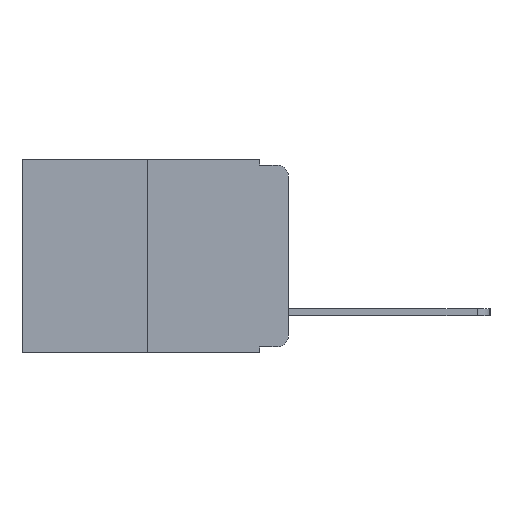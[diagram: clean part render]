
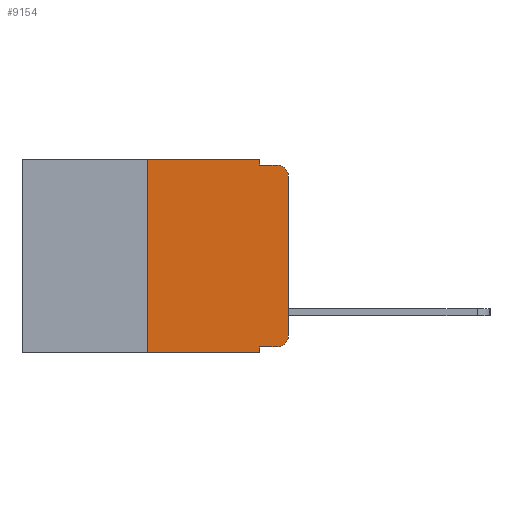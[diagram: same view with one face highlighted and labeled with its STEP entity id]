
A CAD part, left-side view. The second image highlights one B-rep face of the part: STEP entity #9154.
In plain terms, the highlighted planar face has unit normal (-1, 0, 0).
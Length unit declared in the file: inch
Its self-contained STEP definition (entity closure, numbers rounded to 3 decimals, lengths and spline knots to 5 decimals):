
#17 = VERTEX_POINT ( 'NONE', #14761 ) ;
#614 = LINE ( 'NONE', #7658, #10200 ) ;
#853 = EDGE_CURVE ( 'NONE', #1815, #2234, #9924, .T. ) ;
#924 = VERTEX_POINT ( 'NONE', #12667 ) ;
#1130 = DIRECTION ( 'NONE',  ( -1., 0., 0. ) ) ;
#1514 = ORIENTED_EDGE ( 'NONE', *, *, #5783, .T. ) ;
#1815 = VERTEX_POINT ( 'NONE', #6106 ) ;
#2079 = CARTESIAN_POINT ( 'NONE',  ( 0., 0.051, -0.333 ) ) ;
#2234 = VERTEX_POINT ( 'NONE', #5441 ) ;
#2282 = EDGE_CURVE ( 'NONE', #8393, #19961, #3561, .T. ) ;
#2745 = CIRCLE ( 'NONE', #16566, 0.02 ) ;
#3006 = ORIENTED_EDGE ( 'NONE', *, *, #11080, .F. ) ;
#3288 = PLANE ( 'NONE',  #10880 ) ;
#3305 = EDGE_CURVE ( 'NONE', #13379, #21623, #14731, .T. ) ;
#3433 = CARTESIAN_POINT ( 'NONE',  ( 0., 0.051, -0.01 ) ) ;
#3528 = CARTESIAN_POINT ( 'NONE',  ( 0., 0.25, -0.343 ) ) ;
#3561 = LINE ( 'NONE', #16231, #22978 ) ;
#4887 = VECTOR ( 'NONE', #21163, 39.37008 ) ;
#5161 = ORIENTED_EDGE ( 'NONE', *, *, #14392, .T. ) ;
#5267 = DIRECTION ( 'NONE',  ( 1., 0., 0. ) ) ;
#5441 = CARTESIAN_POINT ( 'NONE',  ( 0., 0.051, -0.343 ) ) ;
#5783 = EDGE_CURVE ( 'NONE', #1815, #13379, #9940, .T. ) ;
#6106 = CARTESIAN_POINT ( 'NONE',  ( 0., 0.051, -0.333 ) ) ;
#6386 = EDGE_CURVE ( 'NONE', #21623, #924, #614, .T. ) ;
#6574 = DIRECTION ( 'NONE',  ( 0., 0., -1. ) ) ;
#7561 = VERTEX_POINT ( 'NONE', #3528 ) ;
#7658 = CARTESIAN_POINT ( 'NONE',  ( 0., 0., 0. ) ) ;
#7689 = EDGE_CURVE ( 'NONE', #7561, #2234, #20078, .T. ) ;
#7878 = ORIENTED_EDGE ( 'NONE', *, *, #18259, .F. ) ;
#8063 = ORIENTED_EDGE ( 'NONE', *, *, #853, .F. ) ;
#8369 = EDGE_CURVE ( 'NONE', #17, #8393, #20319, .T. ) ;
#8393 = VERTEX_POINT ( 'NONE', #19834 ) ;
#8855 = DIRECTION ( 'NONE',  ( 0., 0., 1. ) ) ;
#9154 = ADVANCED_FACE ( 'NONE', ( #11266 ), #3288, .F. ) ;
#9225 = DIRECTION ( 'NONE',  ( 0., -1., 0. ) ) ;
#9306 = CARTESIAN_POINT ( 'NONE',  ( 0., 0.051, -0.01 ) ) ;
#9348 = VECTOR ( 'NONE', #22771, 39.37008 ) ;
#9522 = DIRECTION ( 'NONE',  ( 0., 0., 1. ) ) ;
#9794 = CARTESIAN_POINT ( 'NONE',  ( 0., 0.02, -0.03 ) ) ;
#9924 = LINE ( 'NONE', #21018, #4887 ) ;
#9940 = LINE ( 'NONE', #2079, #9348 ) ;
#10200 = VECTOR ( 'NONE', #9522, 39.37008 ) ;
#10880 = AXIS2_PLACEMENT_3D ( 'NONE', #14635, #5267, #18372 ) ;
#10947 = AXIS2_PLACEMENT_3D ( 'NONE', #22248, #1130, #6574 ) ;
#11080 = EDGE_CURVE ( 'NONE', #19961, #23024, #21188, .T. ) ;
#11266 = FACE_OUTER_BOUND ( 'NONE', #17140, .T. ) ;
#11659 = ORIENTED_EDGE ( 'NONE', *, *, #8369, .F. ) ;
#11669 = DIRECTION ( 'NONE',  ( 0., 0., -1. ) ) ;
#12225 = CARTESIAN_POINT ( 'NONE',  ( 0., 0.473, 0. ) ) ;
#12332 = CARTESIAN_POINT ( 'NONE',  ( 0., 0., -0.313 ) ) ;
#12614 = DIRECTION ( 'NONE',  ( 0., 0., -1. ) ) ;
#12667 = CARTESIAN_POINT ( 'NONE',  ( 0., 0., -0.03 ) ) ;
#13199 = VECTOR ( 'NONE', #8855, 39.37008 ) ;
#13303 = DIRECTION ( 'NONE',  ( 0., -1., 0. ) ) ;
#13379 = VERTEX_POINT ( 'NONE', #23533 ) ;
#13995 = ORIENTED_EDGE ( 'NONE', *, *, #6386, .T. ) ;
#14392 = EDGE_CURVE ( 'NONE', #924, #23024, #2745, .T. ) ;
#14635 = CARTESIAN_POINT ( 'NONE',  ( 0., 0.473, 0. ) ) ;
#14731 = CIRCLE ( 'NONE', #10947, 0.02 ) ;
#14761 = CARTESIAN_POINT ( 'NONE',  ( 0., 0.25, 0. ) ) ;
#15175 = CARTESIAN_POINT ( 'NONE',  ( 0., 0.473, -0.343 ) ) ;
#16180 = VECTOR ( 'NONE', #9225, 39.37008 ) ;
#16231 = CARTESIAN_POINT ( 'NONE',  ( 0., 0.051, 0. ) ) ;
#16566 = AXIS2_PLACEMENT_3D ( 'NONE', #9794, #22839, #11669 ) ;
#17140 = EDGE_LOOP ( 'NONE', ( #13995, #5161, #3006, #23030, #11659, #7878, #18241, #8063, #1514, #17797 ) ) ;
#17797 = ORIENTED_EDGE ( 'NONE', *, *, #3305, .T. ) ;
#18158 = LINE ( 'NONE', #21910, #13199 ) ;
#18241 = ORIENTED_EDGE ( 'NONE', *, *, #7689, .T. ) ;
#18259 = EDGE_CURVE ( 'NONE', #7561, #17, #18158, .T. ) ;
#18372 = DIRECTION ( 'NONE',  ( 0., 0., -1. ) ) ;
#18416 = CARTESIAN_POINT ( 'NONE',  ( 0., 0.02, -0.01 ) ) ;
#19761 = DIRECTION ( 'NONE',  ( 0., -1., 0. ) ) ;
#19834 = CARTESIAN_POINT ( 'NONE',  ( 0., 0.051, 0. ) ) ;
#19961 = VERTEX_POINT ( 'NONE', #9306 ) ;
#20078 = LINE ( 'NONE', #15175, #24388 ) ;
#20319 = LINE ( 'NONE', #12225, #24072 ) ;
#21018 = CARTESIAN_POINT ( 'NONE',  ( 0., 0.051, 0. ) ) ;
#21163 = DIRECTION ( 'NONE',  ( 0., 0., -1. ) ) ;
#21188 = LINE ( 'NONE', #3433, #16180 ) ;
#21623 = VERTEX_POINT ( 'NONE', #12332 ) ;
#21910 = CARTESIAN_POINT ( 'NONE',  ( 0., 0.25, 0. ) ) ;
#22248 = CARTESIAN_POINT ( 'NONE',  ( 0., 0.02, -0.313 ) ) ;
#22771 = DIRECTION ( 'NONE',  ( 0., -1., 0. ) ) ;
#22839 = DIRECTION ( 'NONE',  ( -1., 0., 0. ) ) ;
#22978 = VECTOR ( 'NONE', #12614, 39.37008 ) ;
#23024 = VERTEX_POINT ( 'NONE', #18416 ) ;
#23030 = ORIENTED_EDGE ( 'NONE', *, *, #2282, .F. ) ;
#23533 = CARTESIAN_POINT ( 'NONE',  ( 0., 0.02, -0.333 ) ) ;
#24072 = VECTOR ( 'NONE', #19761, 39.37008 ) ;
#24388 = VECTOR ( 'NONE', #13303, 39.37008 ) ;
